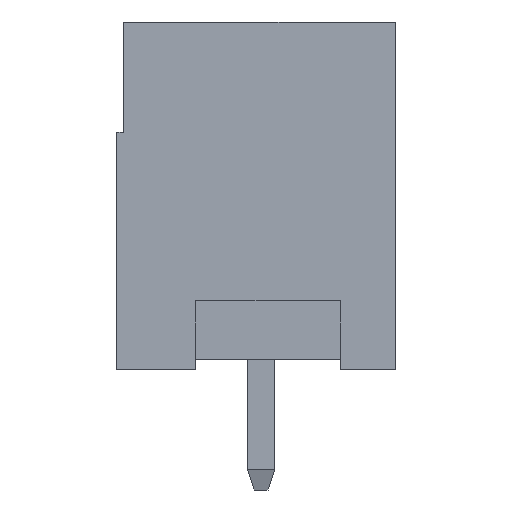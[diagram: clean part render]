
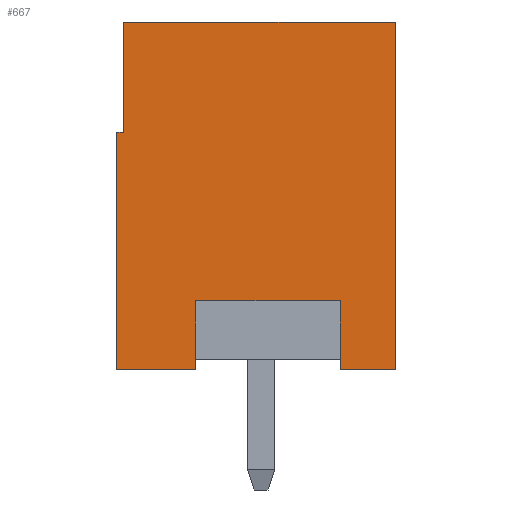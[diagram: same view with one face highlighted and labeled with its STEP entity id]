
A CAD part, left-side view. The second image highlights one B-rep face of the part: STEP entity #667.
In plain terms, the highlighted planar face has unit normal (-1, 0, 0).
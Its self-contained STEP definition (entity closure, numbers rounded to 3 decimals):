
#667 = ADVANCED_FACE( '', ( #1478 ), #1479, .T. );
#1478 = FACE_OUTER_BOUND( '', #2457, .T. );
#1479 = PLANE( '', #2458 );
#2457 = EDGE_LOOP( '', ( #4208, #4209, #4210, #4211, #4212, #4213, #4214, #4215, #4216, #4217 ) );
#2458 = AXIS2_PLACEMENT_3D( '', #4218, #4219, #4220 );
#4208 = ORIENTED_EDGE( '', *, *, #6569, .T. );
#4209 = ORIENTED_EDGE( '', *, *, #6642, .T. );
#4210 = ORIENTED_EDGE( '', *, *, #6565, .T. );
#4211 = ORIENTED_EDGE( '', *, *, #6495, .T. );
#4212 = ORIENTED_EDGE( '', *, *, #6643, .T. );
#4213 = ORIENTED_EDGE( '', *, *, #6644, .T. );
#4214 = ORIENTED_EDGE( '', *, *, #6645, .T. );
#4215 = ORIENTED_EDGE( '', *, *, #6123, .F. );
#4216 = ORIENTED_EDGE( '', *, *, #6646, .F. );
#4217 = ORIENTED_EDGE( '', *, *, #6647, .T. );
#4218 = CARTESIAN_POINT( '', ( -7.25, 0., 0. ) );
#4219 = DIRECTION( '', ( -1., 0., 0. ) );
#4220 = DIRECTION( '', ( 0., 0., 1. ) );
#6123 = EDGE_CURVE( '', #7399, #7401, #7402, .T. );
#6495 = EDGE_CURVE( '', #8025, #8023, #8026, .T. );
#6565 = EDGE_CURVE( '', #8134, #8025, #8135, .T. );
#6569 = EDGE_CURVE( '', #8140, #8138, #8141, .T. );
#6642 = EDGE_CURVE( '', #8138, #8134, #8241, .T. );
#6643 = EDGE_CURVE( '', #8023, #8242, #8243, .T. );
#6644 = EDGE_CURVE( '', #8242, #8244, #8245, .T. );
#6645 = EDGE_CURVE( '', #8244, #7401, #8246, .T. );
#6646 = EDGE_CURVE( '', #8247, #7399, #8248, .T. );
#6647 = EDGE_CURVE( '', #8247, #8140, #8249, .T. );
#7399 = VERTEX_POINT( '', #9242 );
#7401 = VERTEX_POINT( '', #9245 );
#7402 = LINE( '', #9246, #9247 );
#8023 = VERTEX_POINT( '', #10153 );
#8025 = VERTEX_POINT( '', #10156 );
#8026 = LINE( '', #10157, #10158 );
#8134 = VERTEX_POINT( '', #10316 );
#8135 = LINE( '', #10317, #10318 );
#8138 = VERTEX_POINT( '', #10322 );
#8140 = VERTEX_POINT( '', #10325 );
#8141 = LINE( '', #10326, #10327 );
#8241 = LINE( '', #10483, #10484 );
#8242 = VERTEX_POINT( '', #10485 );
#8243 = LINE( '', #10486, #10487 );
#8244 = VERTEX_POINT( '', #10488 );
#8245 = LINE( '', #10489, #10490 );
#8246 = LINE( '', #10491, #10492 );
#8247 = VERTEX_POINT( '', #10493 );
#8248 = LINE( '', #10494, #10495 );
#8249 = LINE( '', #10496, #10497 );
#9242 = CARTESIAN_POINT( '', ( -7.25, 3.85, 1.85 ) );
#9245 = CARTESIAN_POINT( '', ( -7.25, 3.85, 5.05 ) );
#9246 = CARTESIAN_POINT( '', ( -7.25, 3.85, 0. ) );
#9247 = VECTOR( '', #11529, 1000. );
#10153 = CARTESIAN_POINT( '', ( -7.25, -2.45, -5.05 ) );
#10156 = CARTESIAN_POINT( '', ( -7.25, -2.45, -3.05 ) );
#10157 = CARTESIAN_POINT( '', ( -7.25, -2.45, -3.05 ) );
#10158 = VECTOR( '', #11870, 1000. );
#10316 = CARTESIAN_POINT( '', ( -7.25, 1.75, -3.05 ) );
#10317 = CARTESIAN_POINT( '', ( -7.25, 1.75, -3.05 ) );
#10318 = VECTOR( '', #11927, 1000. );
#10322 = CARTESIAN_POINT( '', ( -7.25, 1.75, -5.05 ) );
#10325 = CARTESIAN_POINT( '', ( -7.25, 4.05, -5.05 ) );
#10326 = CARTESIAN_POINT( '', ( -7.25, 4.05, -5.05 ) );
#10327 = VECTOR( '', #11930, 1000. );
#10483 = CARTESIAN_POINT( '', ( -7.25, 1.75, -5.05 ) );
#10484 = VECTOR( '', #11987, 1000. );
#10485 = CARTESIAN_POINT( '', ( -7.25, -4.05, -5.05 ) );
#10486 = CARTESIAN_POINT( '', ( -7.25, 4.05, -5.05 ) );
#10487 = VECTOR( '', #11988, 1000. );
#10488 = CARTESIAN_POINT( '', ( -7.25, -4.05, 5.05 ) );
#10489 = CARTESIAN_POINT( '', ( -7.25, -4.05, -5.05 ) );
#10490 = VECTOR( '', #11989, 1000. );
#10491 = CARTESIAN_POINT( '', ( -7.25, -4.05, 5.05 ) );
#10492 = VECTOR( '', #11990, 1000. );
#10493 = CARTESIAN_POINT( '', ( -7.25, 4.05, 1.85 ) );
#10494 = CARTESIAN_POINT( '', ( -7.25, 0., 1.85 ) );
#10495 = VECTOR( '', #11991, 1000. );
#10496 = CARTESIAN_POINT( '', ( -7.25, 4.05, 5.05 ) );
#10497 = VECTOR( '', #11992, 1000. );
#11529 = DIRECTION( '', ( 0., 0., 1. ) );
#11870 = DIRECTION( '', ( 0., 0., -1. ) );
#11927 = DIRECTION( '', ( 0., -1., 0. ) );
#11930 = DIRECTION( '', ( 0., -1., 0. ) );
#11987 = DIRECTION( '', ( 0., 0., 1. ) );
#11988 = DIRECTION( '', ( 0., -1., 0. ) );
#11989 = DIRECTION( '', ( 0., 0., 1. ) );
#11990 = DIRECTION( '', ( 0., 1., 0. ) );
#11991 = DIRECTION( '', ( 0., -1., 0. ) );
#11992 = DIRECTION( '', ( 0., 0., -1. ) );
